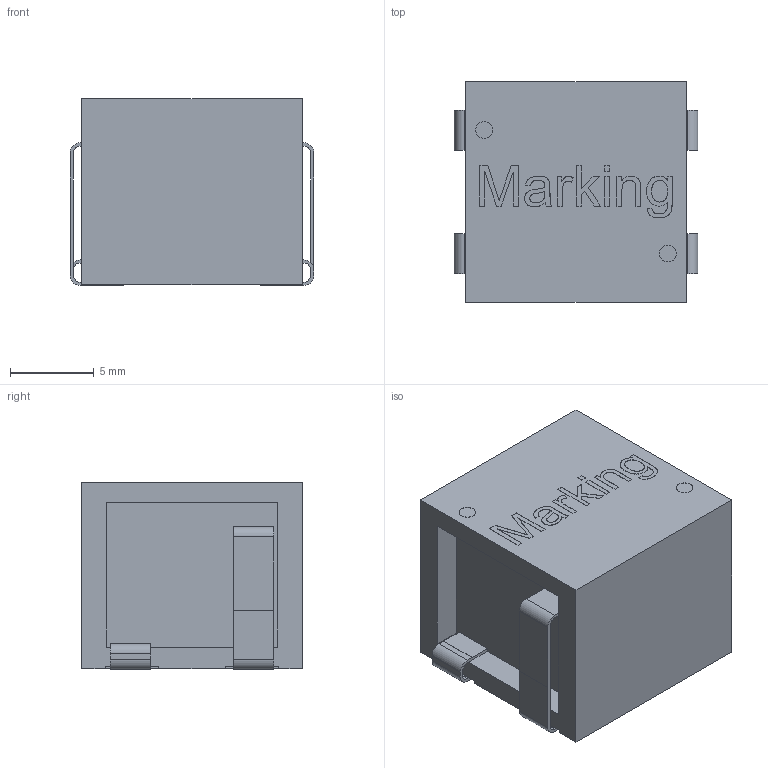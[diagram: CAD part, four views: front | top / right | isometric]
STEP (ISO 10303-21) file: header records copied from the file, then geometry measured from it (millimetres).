
FILE_DESCRIPTION(/* description */ ('Unknown'),/* implementation_level */ '2;1');
FILE_NAME(/* name */ 'L_Wurth_WE-CFWI-1312',/* time_stamp */ '2025-06-12T11:04:28+08:00',/* author */ ('Unknown'),/* organization */ ('Unknown'),/* preprocessor_version */ 'ST-DEVELOPER v19.4',/* originating_system */ 'Solid Edge',/* authorisation */ 'Unknown');
FILE_SCHEMA (('AUTOMOTIVE_DESIGN {1 0 10303 214 3 1 1}'));
Length unit declared in the file: millimetre
Products named in the file (1): L_Wurth_WE-CFWI-1312
Bounding box: 14.6 x 13.2 x 11.19 mm (x, y, z)
Volume: 1669.6 mm3; surface area: 1201.2 mm2
Topology: 1 solids, 1 shells, 170 faces, 468 edges, 308 vertices
Faces by surface type: plane 136, cylinder 19, bspline 15
Full cylindrical faces by diameter (mm): 1 x2
Entity records: 7161 total; most frequent: CARTESIAN_POINT 1871, ORIENTED_EDGE 930, DIRECTION 687, EDGE_CURVE 465, VERTEX_POINT 308, LINE 303, VECTOR 303, AXIS2_PLACEMENT_3D 192
